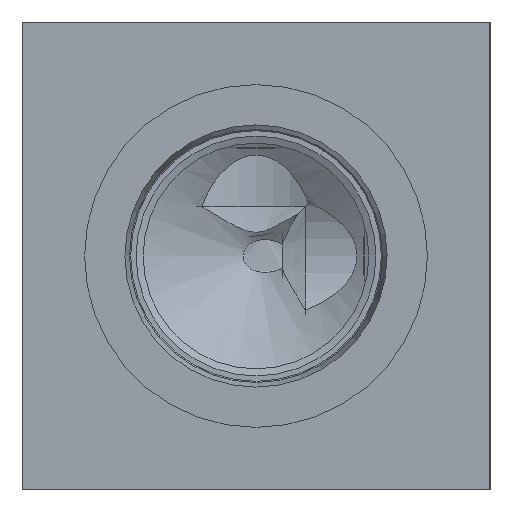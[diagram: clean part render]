
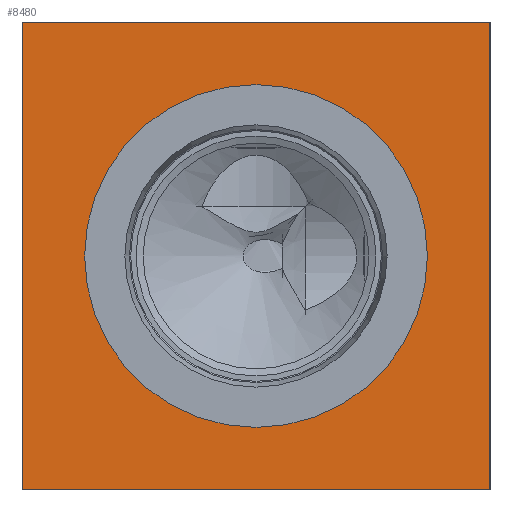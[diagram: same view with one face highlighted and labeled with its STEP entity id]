
A CAD part, left-side view. The second image highlights one B-rep face of the part: STEP entity #8480.
In plain terms, the highlighted planar face has unit normal (-1, 0, 0).
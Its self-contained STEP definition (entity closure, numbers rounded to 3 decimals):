
#288=CIRCLE('',#8985,32.563);
#289=CIRCLE('',#8986,32.563);
#348=FACE_BOUND('',#1668,.T.);
#1182=FACE_OUTER_BOUND('',#1667,.T.);
#1667=EDGE_LOOP('',(#7460,#7461,#7462,#7463));
#1668=EDGE_LOOP('',(#7464,#7465));
#1955=LINE('',#13221,#2681);
#2407=LINE('',#15040,#3133);
#2408=LINE('',#15041,#3134);
#2409=LINE('',#15042,#3135);
#2681=VECTOR('',#9403,10.);
#3133=VECTOR('',#10721,10.);
#3134=VECTOR('',#10722,10.);
#3135=VECTOR('',#10723,10.);
#3467=VERTEX_POINT('',#13214);
#3470=VERTEX_POINT('',#13219);
#3919=VERTEX_POINT('',#15009);
#3920=VERTEX_POINT('',#15010);
#3929=VERTEX_POINT('',#15038);
#3930=VERTEX_POINT('',#15039);
#4430=EDGE_CURVE('',#3470,#3467,#1955,.T.);
#5101=EDGE_CURVE('',#3919,#3920,#288,.T.);
#5102=EDGE_CURVE('',#3920,#3919,#289,.T.);
#5115=EDGE_CURVE('',#3929,#3930,#2407,.T.);
#5116=EDGE_CURVE('',#3930,#3467,#2408,.T.);
#5117=EDGE_CURVE('',#3929,#3470,#2409,.T.);
#7460=ORIENTED_EDGE('',*,*,#5115,.T.);
#7461=ORIENTED_EDGE('',*,*,#5116,.T.);
#7462=ORIENTED_EDGE('',*,*,#4430,.F.);
#7463=ORIENTED_EDGE('',*,*,#5117,.F.);
#7464=ORIENTED_EDGE('',*,*,#5101,.T.);
#7465=ORIENTED_EDGE('',*,*,#5102,.T.);
#7733=PLANE('',#8999);
#8480=ADVANCED_FACE('',(#1182,#348),#7733,.T.);
#8985=AXIS2_PLACEMENT_3D('',#15011,#10687,#10688);
#8986=AXIS2_PLACEMENT_3D('',#15012,#10689,#10690);
#8999=AXIS2_PLACEMENT_3D('',#15037,#10719,#10720);
#9403=DIRECTION('',(0.,-1.,0.));
#10687=DIRECTION('center_axis',(1.,0.,0.));
#10688=DIRECTION('ref_axis',(0.,0.,1.));
#10689=DIRECTION('center_axis',(1.,0.,0.));
#10690=DIRECTION('ref_axis',(0.,0.,1.));
#10719=DIRECTION('center_axis',(-1.,0.,0.));
#10720=DIRECTION('ref_axis',(0.,-1.,0.));
#10721=DIRECTION('',(0.,-1.,0.));
#10722=DIRECTION('',(0.,0.,1.));
#10723=DIRECTION('',(0.,0.,1.));
#13214=CARTESIAN_POINT('',(0.,0.,88.9));
#13219=CARTESIAN_POINT('',(0.,88.9,88.9));
#13221=CARTESIAN_POINT('',(0.,88.9,88.9));
#15009=CARTESIAN_POINT('',(0.,44.45,77.013));
#15010=CARTESIAN_POINT('',(0.,44.45,11.887));
#15011=CARTESIAN_POINT('Origin',(0.,44.45,44.45));
#15012=CARTESIAN_POINT('Origin',(0.,44.45,44.45));
#15037=CARTESIAN_POINT('Origin',(0.,88.9,0.));
#15038=CARTESIAN_POINT('',(0.,88.9,0.));
#15039=CARTESIAN_POINT('',(0.,0.,0.));
#15040=CARTESIAN_POINT('',(0.,88.9,0.));
#15041=CARTESIAN_POINT('',(0.,0.,0.));
#15042=CARTESIAN_POINT('',(0.,88.9,0.));
